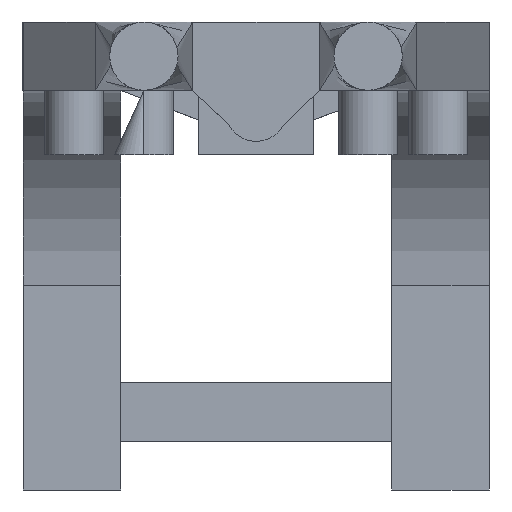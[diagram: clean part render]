
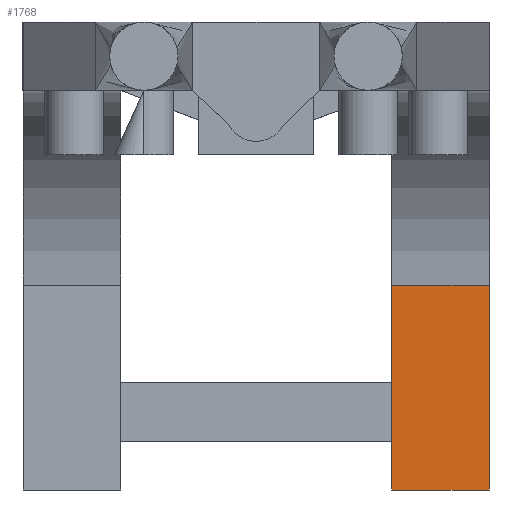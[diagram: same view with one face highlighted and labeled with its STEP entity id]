
A CAD part, left-side view. The second image highlights one B-rep face of the part: STEP entity #1768.
In plain terms, the highlighted planar face has unit normal (-1, 0, 0).
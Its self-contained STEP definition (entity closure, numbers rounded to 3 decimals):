
#630 = VERTEX_POINT('',#631);
#631 = CARTESIAN_POINT('',(6.622,-3.54,4.767));
#637 = EDGE_CURVE('',#638,#630,#640,.T.);
#638 = VERTEX_POINT('',#639);
#639 = CARTESIAN_POINT('',(6.622,-3.54,10.101));
#640 = LINE('',#641,#642);
#641 = CARTESIAN_POINT('',(6.622,-3.54,10.101)
  );
#642 = VECTOR('',#643,1.);
#643 = DIRECTION('',(0.,0.,-1.));
#1618 = VERTEX_POINT('',#1619);
#1619 = CARTESIAN_POINT('',(6.622,-6.08,10.101));
#1626 = EDGE_CURVE('',#1627,#1618,#1629,.T.);
#1627 = VERTEX_POINT('',#1628);
#1628 = CARTESIAN_POINT('',(6.622,-6.08,4.767)
  );
#1629 = LINE('',#1630,#1631);
#1630 = CARTESIAN_POINT('',(6.622,-6.08,4.767)
  );
#1631 = VECTOR('',#1632,1.);
#1632 = DIRECTION('',(0.,0.,1.));
#1756 = EDGE_CURVE('',#630,#1627,#1757,.T.);
#1757 = LINE('',#1758,#1759);
#1758 = CARTESIAN_POINT('',(6.622,-3.54,4.767)
  );
#1759 = VECTOR('',#1760,1.);
#1760 = DIRECTION('',(0.,-1.,0.));
#1768 = ADVANCED_FACE('',(#1769),#1780,.T.);
#1769 = FACE_BOUND('',#1770,.T.);
#1770 = EDGE_LOOP('',(#1771,#1772,#1773,#1774));
#1771 = ORIENTED_EDGE('',*,*,#637,.T.);
#1772 = ORIENTED_EDGE('',*,*,#1756,.T.);
#1773 = ORIENTED_EDGE('',*,*,#1626,.T.);
#1774 = ORIENTED_EDGE('',*,*,#1775,.F.);
#1775 = EDGE_CURVE('',#638,#1618,#1776,.T.);
#1776 = LINE('',#1777,#1778);
#1777 = CARTESIAN_POINT('',(6.622,-3.54,10.101)
  );
#1778 = VECTOR('',#1779,1.);
#1779 = DIRECTION('',(0.,-1.,0.));
#1780 = PLANE('',#1781);
#1781 = AXIS2_PLACEMENT_3D('',#1782,#1783,#1784);
#1782 = CARTESIAN_POINT('',(6.622,-4.81,15.181));
#1783 = DIRECTION('',(-1.,0.,0.));
#1784 = DIRECTION('',(0.,0.,1.));
